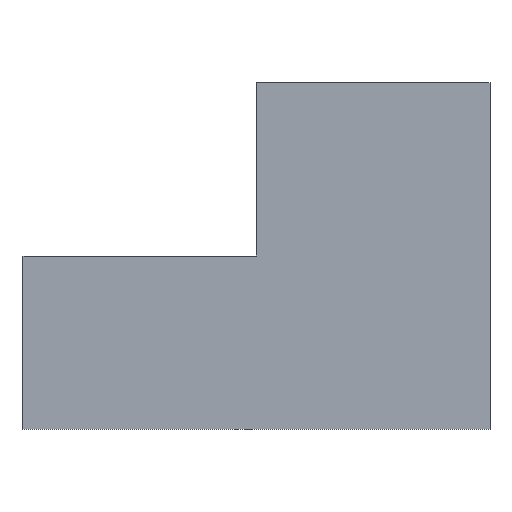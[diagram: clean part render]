
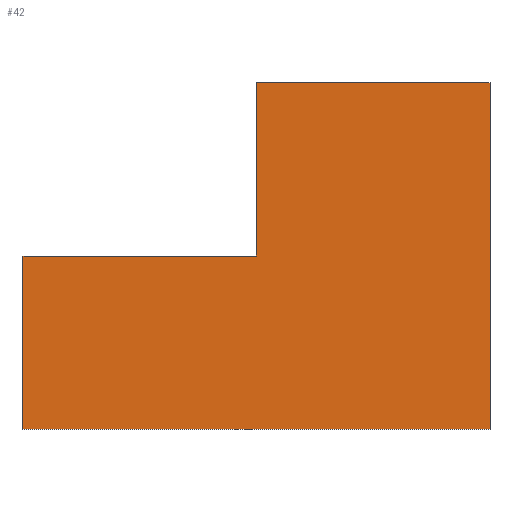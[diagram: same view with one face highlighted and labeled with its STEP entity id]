
A CAD part, front view. The second image highlights one B-rep face of the part: STEP entity #42.
In plain terms, the highlighted planar face has unit normal (0, -1, 0).
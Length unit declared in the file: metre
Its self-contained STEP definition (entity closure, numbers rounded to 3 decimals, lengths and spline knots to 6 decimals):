
#42 = ADVANCED_FACE( '', ( #80 ), #81, .F. );
#80 = FACE_OUTER_BOUND( '', #111, .T. );
#81 = PLANE( '', #112 );
#111 = EDGE_LOOP( '', ( #163, #164, #165, #166, #167, #168 ) );
#112 = AXIS2_PLACEMENT_3D( '', #169, #170, #171 );
#163 = ORIENTED_EDGE( '', *, *, #209, .T. );
#164 = ORIENTED_EDGE( '', *, *, #210, .F. );
#165 = ORIENTED_EDGE( '', *, *, #190, .F. );
#166 = ORIENTED_EDGE( '', *, *, #201, .T. );
#167 = ORIENTED_EDGE( '', *, *, #207, .F. );
#168 = ORIENTED_EDGE( '', *, *, #204, .T. );
#169 = CARTESIAN_POINT( '', ( 0.000879, -0.017063, 0.025 ) );
#170 = DIRECTION( '', ( 0., 1., 0. ) );
#171 = DIRECTION( '', ( 0., 0., 1. ) );
#190 = EDGE_CURVE( '', #215, #218, #219, .T. );
#201 = EDGE_CURVE( '', #215, #234, #236, .T. );
#204 = EDGE_CURVE( '', #240, #238, #241, .T. );
#207 = EDGE_CURVE( '', #240, #234, #244, .T. );
#209 = EDGE_CURVE( '', #238, #246, #247, .T. );
#210 = EDGE_CURVE( '', #218, #246, #248, .T. );
#215 = VERTEX_POINT( '', #253 );
#218 = VERTEX_POINT( '', #257 );
#219 = LINE( '', #258, #259 );
#234 = VERTEX_POINT( '', #281 );
#236 = LINE( '', #284, #285 );
#238 = VERTEX_POINT( '', #287 );
#240 = VERTEX_POINT( '', #290 );
#241 = LINE( '', #291, #292 );
#244 = LINE( '', #296, #297 );
#246 = VERTEX_POINT( '', #299 );
#247 = LINE( '', #300, #301 );
#248 = LINE( '', #302, #303 );
#253 = CARTESIAN_POINT( '', ( 0.000879, -0.017063, 0.05 ) );
#257 = CARTESIAN_POINT( '', ( 0.034658, -0.017063, 0.05 ) );
#258 = CARTESIAN_POINT( '', ( 0.000879, -0.017063, 0.05 ) );
#259 = VECTOR( '', #309, 1. );
#281 = CARTESIAN_POINT( '', ( 0.000879, -0.017063, 0.025 ) );
#284 = CARTESIAN_POINT( '', ( 0.000879, -0.017063, 0.05 ) );
#285 = VECTOR( '', #318, 1. );
#287 = CARTESIAN_POINT( '', ( -0.0329, -0.017063, 0. ) );
#290 = CARTESIAN_POINT( '', ( -0.0329, -0.017063, 0.025 ) );
#291 = CARTESIAN_POINT( '', ( -0.0329, -0.017063, 0.025 ) );
#292 = VECTOR( '', #320, 1. );
#296 = CARTESIAN_POINT( '', ( 0.000879, -0.017063, 0.025 ) );
#297 = VECTOR( '', #322, 1. );
#299 = CARTESIAN_POINT( '', ( 0.034658, -0.017063, 0. ) );
#300 = CARTESIAN_POINT( '', ( 0.000879, -0.017063, 0. ) );
#301 = VECTOR( '', #323, 1. );
#302 = CARTESIAN_POINT( '', ( 0.034658, -0.017063, 0.025 ) );
#303 = VECTOR( '', #324, 1. );
#309 = DIRECTION( '', ( 1., 0., 0. ) );
#318 = DIRECTION( '', ( 0., 0., -1. ) );
#320 = DIRECTION( '', ( 0., 0., -1. ) );
#322 = DIRECTION( '', ( 1., 0., 0. ) );
#323 = DIRECTION( '', ( 1., 0., 0. ) );
#324 = DIRECTION( '', ( 0., 0., -1. ) );
